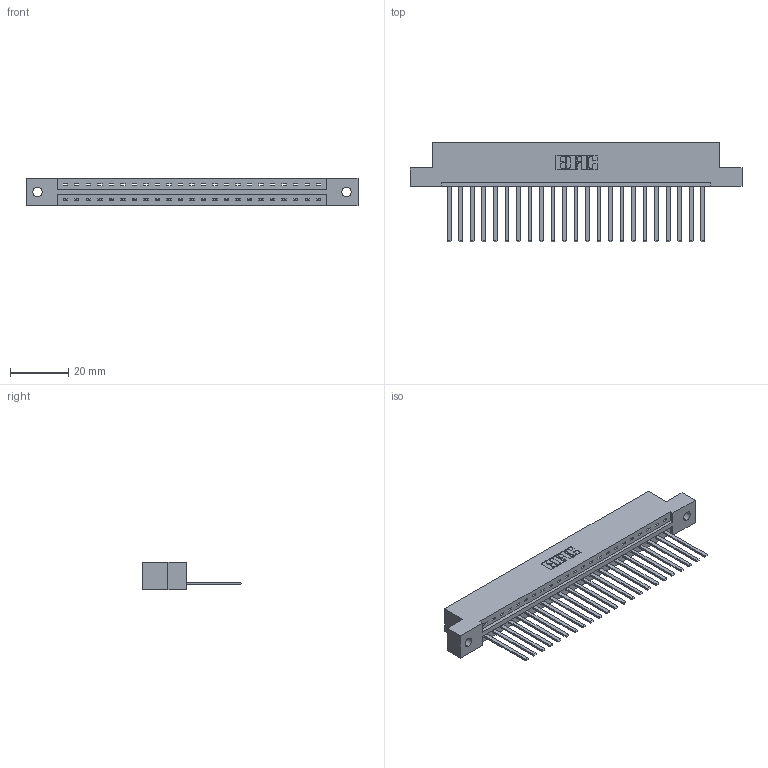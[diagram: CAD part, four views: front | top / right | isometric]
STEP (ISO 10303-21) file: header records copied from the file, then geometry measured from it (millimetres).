
FILE_DESCRIPTION (( 'STEP AP203' ), '1' );
FILE_NAME ('337-023-544-102.STEP', '2019-09-30T14:58:39', ( '' ), ( '' ), 'SwSTEP 2.0', 'SolidWorks 2016', '' );
FILE_SCHEMA (( 'CONFIG_CONTROL_DESIGN' ));
Length unit declared in the file: inch
Products named in the file (3): 337-023-544-102; 337 Part_Flush Mounting Lugs - 0.128 Dia; 345-292-001_345-293-144
Assembly tree (24 placements, depth 2):
  337-023-544-102
    337 Part_Flush Mounting Lugs - 0.128 Dia
    345-292-001_345-293-144  x23
Bounding box: 114.15 x 34.3 x 9.4 mm (x, y, z)
Volume: 11855.6 mm3; surface area: 12752 mm2
Topology: 24 solids, 24 shells, 1402 faces, 4221 edges, 2782 vertices
Faces by surface type: plane 1036, cylinder 366
Entity records: 19373 total; most frequent: CARTESIAN_POINT 3379, ORIENTED_EDGE 3338, DIRECTION 2879, EDGE_CURVE 1669, LINE 1545, VECTOR 1545, VERTEX_POINT 1110, AXIS2_PLACEMENT_3D 667
